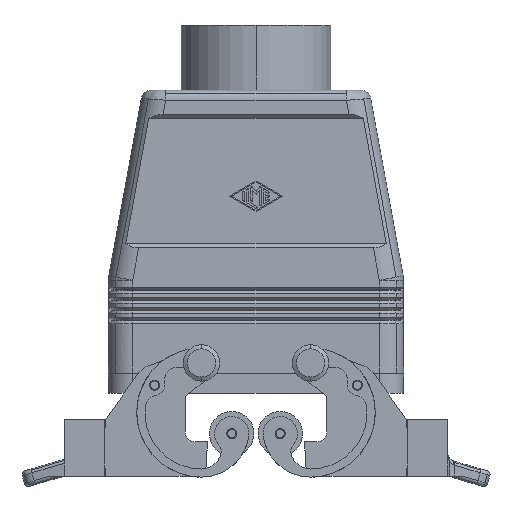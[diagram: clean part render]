
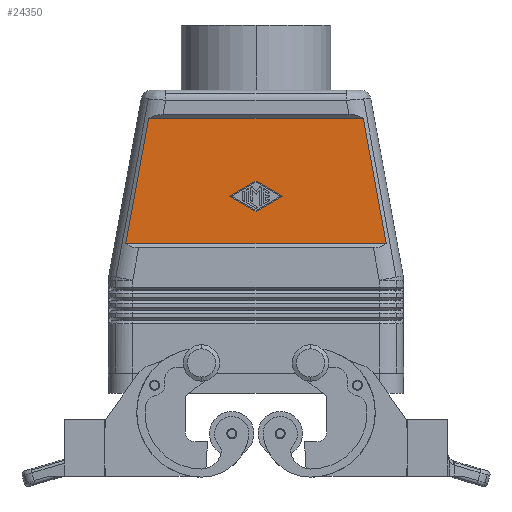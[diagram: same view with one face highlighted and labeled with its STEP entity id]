
A CAD part, front view. The second image highlights one B-rep face of the part: STEP entity #24350.
In plain terms, the highlighted planar face has unit normal (0, -1, 0).
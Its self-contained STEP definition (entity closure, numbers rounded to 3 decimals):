
#1789=CARTESIAN_POINT('',(26.552,-20.5,68.0));
#1790=VERTEX_POINT('',#1789);
#1798=CARTESIAN_POINT('',(32.218,-20.5,37.0));
#1799=VERTEX_POINT('',#1798);
#1800=CARTESIAN_POINT('',(26.552,-20.5,68.0));
#1801=DIRECTION('',(0.18,0.0,-0.984));
#1802=VECTOR('',#1801,31.514);
#1803=LINE('',#1800,#1802);
#1804=EDGE_CURVE('',#1790,#1799,#1803,.T.);
#2023=CARTESIAN_POINT('',(-32.218,-20.5,37.0));
#2024=VERTEX_POINT('',#2023);
#2032=CARTESIAN_POINT('',(-26.552,-20.5,68.0));
#2033=VERTEX_POINT('',#2032);
#2034=CARTESIAN_POINT('',(-32.218,-20.5,37.0));
#2035=DIRECTION('',(0.18,0.0,0.984));
#2036=VECTOR('',#2035,31.514);
#2037=LINE('',#2034,#2036);
#2038=EDGE_CURVE('',#2024,#2033,#2037,.T.);
#23495=CARTESIAN_POINT('',(0.,-20.5,52.499));
#23496=VERTEX_POINT('',#23495);
#23497=CARTESIAN_POINT('',(6.5,-20.5,48.75));
#23498=VERTEX_POINT('',#23497);
#23499=CARTESIAN_POINT('',(0.,-20.5,52.499));
#23500=DIRECTION('',(0.866,0.0,-0.5));
#23501=VECTOR('',#23500,7.504);
#23502=LINE('',#23499,#23501);
#23503=EDGE_CURVE('',#23496,#23498,#23502,.T.);
#23535=CARTESIAN_POINT('',(0.,-20.5,45.001));
#23536=VERTEX_POINT('',#23535);
#23537=CARTESIAN_POINT('',(6.5,-20.5,48.75));
#23538=DIRECTION('',(-0.866,0.0,-0.5));
#23539=VECTOR('',#23538,7.504);
#23540=LINE('',#23537,#23539);
#23541=EDGE_CURVE('',#23498,#23536,#23540,.T.);
#23619=CARTESIAN_POINT('',(-6.5,-20.5,48.75));
#23620=VERTEX_POINT('',#23619);
#23621=CARTESIAN_POINT('',(0.,-20.5,45.001));
#23622=DIRECTION('',(-0.866,0.0,0.5));
#23623=VECTOR('',#23622,7.504);
#23624=LINE('',#23621,#23623);
#23625=EDGE_CURVE('',#23536,#23620,#23624,.T.);
#23650=CARTESIAN_POINT('',(-6.5,-20.5,48.75));
#23651=DIRECTION('',(0.866,0.0,0.5));
#23652=VECTOR('',#23651,7.504);
#23653=LINE('',#23650,#23652);
#23654=EDGE_CURVE('',#23620,#23496,#23653,.T.);
#24323=CARTESIAN_POINT('',(0.0,-20.5,68.0));
#24324=DIRECTION('',(0.0,1.0,0.0));
#24325=DIRECTION('',(0.0,0.0,1.0));
#24326=AXIS2_PLACEMENT_3D('',#24323,#24324,#24325);
#24327=PLANE('',#24326);
#24328=ORIENTED_EDGE('',*,*,#1804,.F.);
#24329=CARTESIAN_POINT('',(-26.552,-20.5,68.0));
#24330=DIRECTION('',(1.0,0.0,0.0));
#24331=VECTOR('',#24330,53.103);
#24332=LINE('',#24329,#24331);
#24333=EDGE_CURVE('',#2033,#1790,#24332,.T.);
#24334=ORIENTED_EDGE('',*,*,#24333,.F.);
#24335=ORIENTED_EDGE('',*,*,#2038,.F.);
#24336=CARTESIAN_POINT('',(-32.218,-20.5,37.0));
#24337=DIRECTION('',(1.0,0.0,0.0));
#24338=VECTOR('',#24337,64.437);
#24339=LINE('',#24336,#24338);
#24340=EDGE_CURVE('',#2024,#1799,#24339,.T.);
#24341=ORIENTED_EDGE('',*,*,#24340,.T.);
#24342=EDGE_LOOP('',(#24328,#24334,#24335,#24341));
#24343=FACE_OUTER_BOUND('',#24342,.T.);
#24344=ORIENTED_EDGE('',*,*,#23625,.T.);
#24345=ORIENTED_EDGE('',*,*,#23654,.T.);
#24346=ORIENTED_EDGE('',*,*,#23503,.T.);
#24347=ORIENTED_EDGE('',*,*,#23541,.T.);
#24348=EDGE_LOOP('',(#24344,#24345,#24346,#24347));
#24349=FACE_BOUND('',#24348,.T.);
#24350=ADVANCED_FACE('',(#24343,#24349),#24327,.F.);
